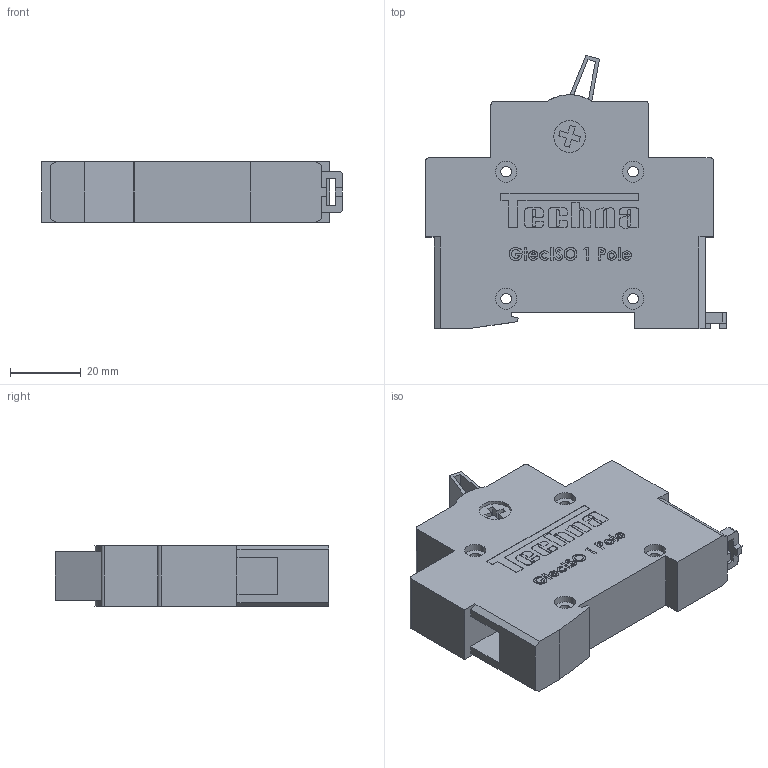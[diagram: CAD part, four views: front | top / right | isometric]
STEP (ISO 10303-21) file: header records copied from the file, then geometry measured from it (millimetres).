
FILE_DESCRIPTION (( 'STEP AP214' ), '1' );
FILE_NAME ('GtecISO 1 Pole-W.STEP', '2020-06-09T10:44:01', ( '' ), ( '' ), 'SwSTEP 2.0', 'SolidWorks 2020', '' );
FILE_SCHEMA (( 'AUTOMOTIVE_DESIGN' ));
Length unit declared in the file: millimetre
Products named in the file (1): GtecISO 1 Pole-W
Bounding box: 85.2 x 77.5 x 17.25 mm (x, y, z)
Volume: 70415.1 mm3; surface area: 17969.5 mm2
Topology: 1 solids, 1 shells, 830 faces, 2265 edges, 1506 vertices
Faces by surface type: plane 461, cylinder 219, bspline 148, sphere 2
Entity records: 41783 total; most frequent: CARTESIAN_POINT 13608, ORIENTED_EDGE 4522, DIRECTION 3799, EDGE_CURVE 2261, VERTEX_POINT 1504, VECTOR 1497, LINE 1497, AXIS2_PLACEMENT_3D 1151
